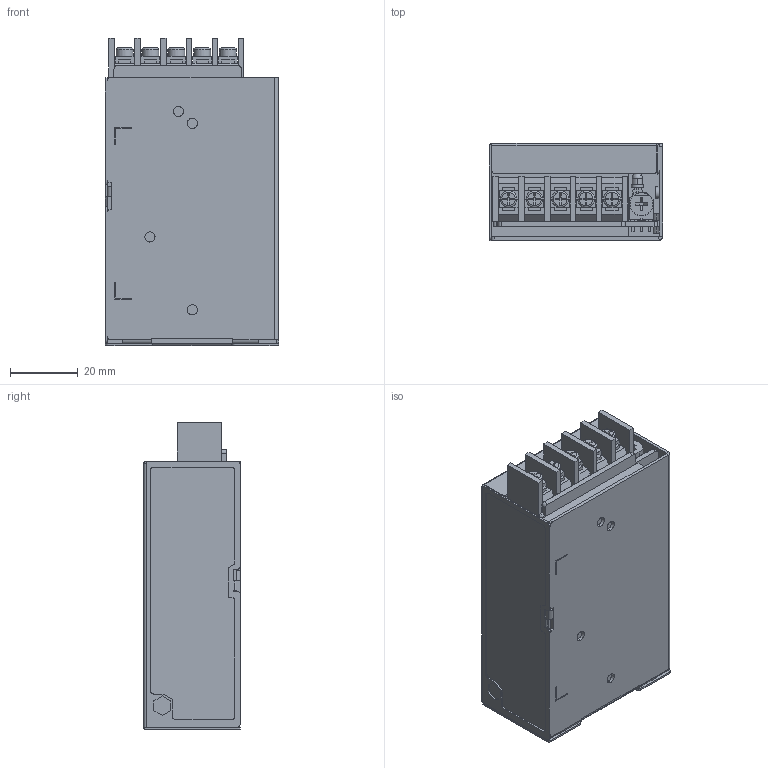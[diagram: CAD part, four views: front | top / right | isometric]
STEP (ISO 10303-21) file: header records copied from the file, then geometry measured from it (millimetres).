
FILE_DESCRIPTION(/* description */ ('SolidWorks IGES file using analytic representation for surfaces '),/* implementation_level */ '2;1');
FILE_NAME(/* name */ 'LS25 OUTLINE.stp',/* time_stamp */ '2018-01-11T10:37:03-05:00',/* author */ ('kevinw'),/* organization */ (''),/* preprocessor_version */ 'ST-DEVELOPER v16.1',/* originating_system */ 'Autodesk Inventor 2016',/* authorisation */ '');
FILE_SCHEMA (('AUTOMOTIVE_DESIGN { 1 0 10303 214 3 1 1 }'));
Length unit declared in the file: millimetre
Products named in the file (1): LS25 OUTLINE
Bounding box: 51 x 28.5 x 90.5 mm (x, y, z)
Surface area: 19810.2 mm2 (no closed solid volume)
Topology: 0 solids, 615 shells, 615 faces, 3088 edges, 3087 vertices
Faces by surface type: plane 488, cylinder 109, torus 10, cone 6, sphere 2
Entity records: 32124 total; most frequent: CARTESIAN_POINT 6804, DIRECTION 4794, VERTEX_POINT 3085, EDGE_CURVE 3085, ORIENTED_EDGE 3085, LINE 2606, VECTOR 2606, AXIS2_PLACEMENT_3D 1094
